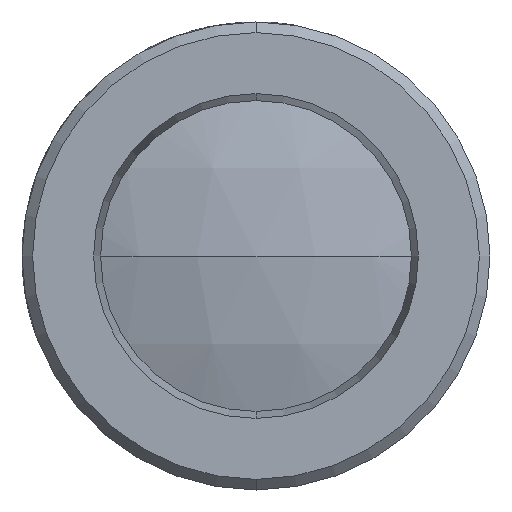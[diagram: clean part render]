
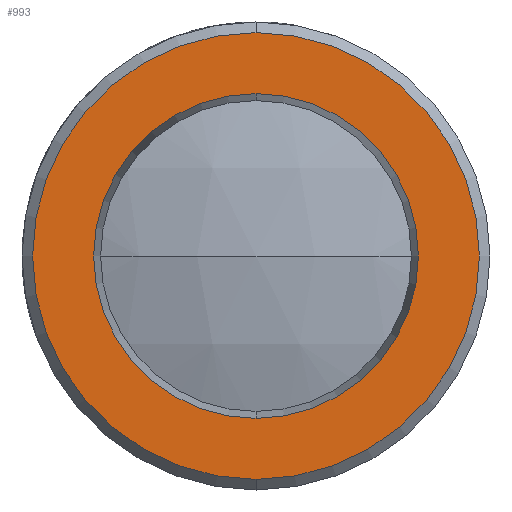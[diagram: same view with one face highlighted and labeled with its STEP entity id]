
A CAD part, left-side view. The second image highlights one B-rep face of the part: STEP entity #993.
In plain terms, the highlighted planar face has unit normal (-1, 0, 0).
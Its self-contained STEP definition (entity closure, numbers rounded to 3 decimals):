
#88 = CARTESIAN_POINT ( 'NONE',  ( -1.418, 25.465, 23.625 ) ) ;
#124 = AXIS2_PLACEMENT_3D ( 'NONE', #6279, #2743, #6864 ) ;
#222 = EDGE_CURVE ( 'NONE', #2640, #6794, #225, .T. ) ;
#225 = CIRCLE ( 'NONE', #2909, 10.5 ) ;
#560 = DIRECTION ( 'NONE',  ( -1., 0., 0. ) ) ;
#690 = DIRECTION ( 'NONE',  ( 0., 0., 1. ) ) ;
#993 = ADVANCED_FACE ( 'NONE', ( #6602, #5234 ), #5531, .F. ) ;
#1055 = CIRCLE ( 'NONE', #4943, 10.5 ) ;
#1322 = CARTESIAN_POINT ( 'NONE',  ( -1.418, 25.465, 31.257 ) ) ;
#1703 = CARTESIAN_POINT ( 'NONE',  ( -1.418, 25.465, 23.625 ) ) ;
#1975 = CARTESIAN_POINT ( 'NONE',  ( -1.418, 33.097, 23.625 ) ) ;
#2297 = DIRECTION ( 'NONE',  ( 0., 0., 1. ) ) ;
#2576 = DIRECTION ( 'NONE',  ( 0., 0., -1. ) ) ;
#2640 = VERTEX_POINT ( 'NONE', #6758 ) ;
#2743 = DIRECTION ( 'NONE',  ( -1., 0., 0. ) ) ;
#2909 = AXIS2_PLACEMENT_3D ( 'NONE', #4104, #560, #4698 ) ;
#3019 = EDGE_LOOP ( 'NONE', ( #4080, #3579 ) ) ;
#3049 = ORIENTED_EDGE ( 'NONE', *, *, #4743, .F. ) ;
#3123 = CARTESIAN_POINT ( 'NONE',  ( -1.418, 25.465, 34.125 ) ) ;
#3367 = AXIS2_PLACEMENT_3D ( 'NONE', #1703, #5844, #2297 ) ;
#3579 = ORIENTED_EDGE ( 'NONE', *, *, #4966, .T. ) ;
#3961 = AXIS2_PLACEMENT_3D ( 'NONE', #1975, #6114, #2576 ) ;
#4080 = ORIENTED_EDGE ( 'NONE', *, *, #222, .T. ) ;
#4104 = CARTESIAN_POINT ( 'NONE',  ( -1.418, 25.465, 23.625 ) ) ;
#4157 = VERTEX_POINT ( 'NONE', #1322 ) ;
#4237 = DIRECTION ( 'NONE',  ( -1., 0., 0. ) ) ;
#4698 = DIRECTION ( 'NONE',  ( 0., 0., 1. ) ) ;
#4743 = EDGE_CURVE ( 'NONE', #4157, #7323, #7308, .T. ) ;
#4943 = AXIS2_PLACEMENT_3D ( 'NONE', #88, #4237, #690 ) ;
#4966 = EDGE_CURVE ( 'NONE', #6794, #2640, #1055, .T. ) ;
#5234 = FACE_OUTER_BOUND ( 'NONE', #3019, .T. ) ;
#5531 = PLANE ( 'NONE',  #3961 ) ;
#5730 = ORIENTED_EDGE ( 'NONE', *, *, #7332, .F. ) ;
#5763 = CIRCLE ( 'NONE', #124, 7.632 ) ;
#5844 = DIRECTION ( 'NONE',  ( -1., 0., 0. ) ) ;
#6046 = CARTESIAN_POINT ( 'NONE',  ( -1.418, 25.465, 15.993 ) ) ;
#6114 = DIRECTION ( 'NONE',  ( 1., 0., 0. ) ) ;
#6279 = CARTESIAN_POINT ( 'NONE',  ( -1.418, 25.465, 23.625 ) ) ;
#6602 = FACE_BOUND ( 'NONE', #7158, .T. ) ;
#6758 = CARTESIAN_POINT ( 'NONE',  ( -1.418, 25.465, 13.125 ) ) ;
#6794 = VERTEX_POINT ( 'NONE', #3123 ) ;
#6864 = DIRECTION ( 'NONE',  ( 0., 0., 1. ) ) ;
#7158 = EDGE_LOOP ( 'NONE', ( #3049, #5730 ) ) ;
#7308 = CIRCLE ( 'NONE', #3367, 7.632 ) ;
#7323 = VERTEX_POINT ( 'NONE', #6046 ) ;
#7332 = EDGE_CURVE ( 'NONE', #7323, #4157, #5763, .T. ) ;
